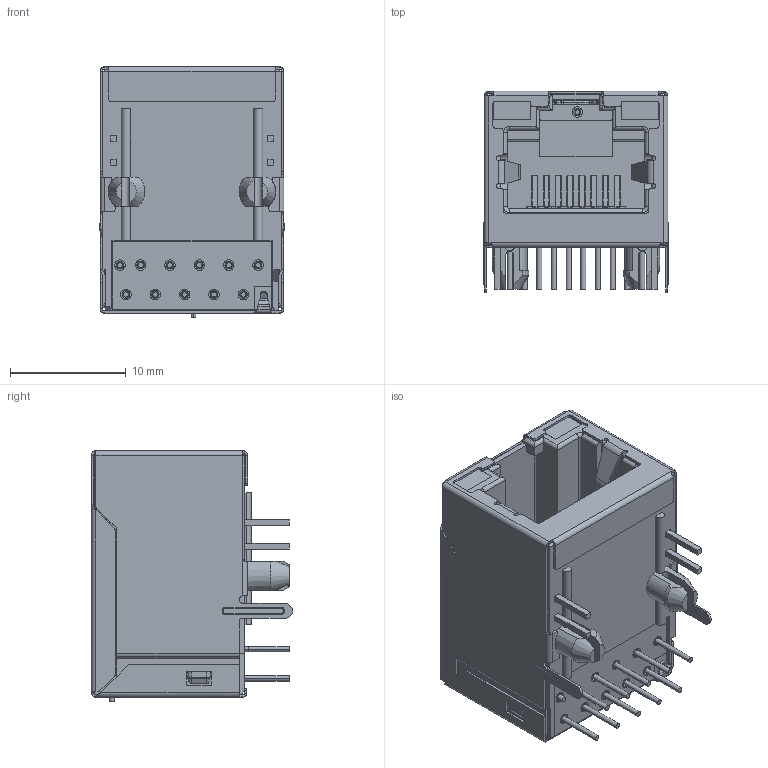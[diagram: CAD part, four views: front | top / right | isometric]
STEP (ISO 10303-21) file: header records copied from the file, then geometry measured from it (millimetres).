
FILE_DESCRIPTION (( 'STEP AP214' ), '1' );
FILE_NAME ('ARJM11D7-104-AB-EW2.STEP', '2022-02-04T12:41:12', ( '' ), ( '' ), 'SwSTEP 2.0', 'SolidWorks 2020', '' );
FILE_SCHEMA (( 'AUTOMOTIVE_DESIGN' ));
Length unit declared in the file: millimetre
Products named in the file (98): CP_4_3^MODULE_CASE_11H_ASM_9_AF0_ASM_ASM_MODULE_11H_ASM_3_ASM_ASM_11H_MODULE_PCBA_ASM_3_ASM_ASM_11H_MODULE_INSERT_ASM_5_ASM_ASM_11H_HOUSING_MODULE_ASM_1_ASM_ASM_11H_ASSEMBLE_BOTTOM_PCB~; MANIFOLD_SOLID_BREP_57896^CP_1_3_ASM_ASM_MODULE_CASE_11H_ASM_9_AF0_ASM_ASM_MODULE_11H_ASM_3_ASM_ASM_11H_MODULE_PCBA_ASM_3_ASM_ASM_11H_MODULE_INSERT_ASM_5_ASM_ASM_11H_HOUSING_MODULE_AS~; RJ_TERMINAL_3_ASM_ASM^RJ_INSERT_ASM_3_ASM_ASM_11H_MODULE_INSERT_ASM_5_ASM_ASM_11H_HOUSING_MODULE_ASM_1_ASM_ASM_11H_ASSEMBLE_BOTTOM_PCB_ASM_2_A_ASM_11H_ASSY_SHIELD_ASM_1_ASM_ASM_002_ASM~; MANIFOLD_SOLID_BREP_60966_AF0^CORE_T_3_AF0_ASM_ASM_COIL_ASM_3_AF0_ASM_ASM_MODULE_11H_ASM_3_ASM_ASM_11H_MODULE_PCBA_ASM_3_ASM_ASM_11H_MODULE_INSERT_ASM_5_ASM_ASM_11H_HOUSING_MODULE_ASM~; MANIFOLD_SOLID_BREP_63732_AF0^CORE_T_3_AF0_ASM_ASM_COIL_ASM_3_AF0_ASM_ASM_MODULE_11H_ASM_3_ASM_ASM_11H_MODULE_PCBA_ASM_3_ASM_ASM_11H_MODULE_INSERT_ASM_5_ASM_ASM_11H_HOUSING_MODULE_ASM~; MANIFOLD_SOLID_BREP_61427_AF0^CORE_T_3_AF0_ASM_ASM_COIL_ASM_3_AF0_ASM_ASM_MODULE_11H_ASM_3_ASM_ASM_11H_MODULE_PCBA_ASM_3_ASM_ASM_11H_MODULE_INSERT_ASM_5_ASM_ASM_11H_HOUSING_MODULE_ASM~; MANIFOLD_SOLID_BREP_57896_AF0^CP_1_3_AF0_ASM_ASM_MODULE_CASE_11H_ASM_9_AF0_ASM_ASM_MODULE_11H_ASM_3_ASM_ASM_11H_MODULE_PCBA_ASM_3_ASM_ASM_11H_MODULE_INSERT_ASM_5_ASM_ASM_11H_HOUSING_MO~; MANIFOLD_SOLID_BREP_64193_AF1^CORE_T_3_AF1_ASM_ASM_COIL_ASM_3_AF1_ASM_ASM_MODULE_11H_ASM_3_ASM_ASM_11H_MODULE_PCBA_ASM_3_ASM_ASM_11H_MODULE_INSERT_ASM_5_ASM_ASM_11H_HOUSING_MODULE_ASM~; MANIFOLD_SOLID_BREP_64654_AF2^CORE_T_3_AF2_ASM_ASM_COIL_ASM_3_AF2_ASM_ASM_MODULE_11H_ASM_3_ASM_ASM_11H_MODULE_PCBA_ASM_3_ASM_ASM_11H_MODULE_INSERT_ASM_5_ASM_ASM_11H_HOUSING_MODULE_ASM_~; MANIFOLD_SOLID_BREP_57406^CP_1_3_ASM_ASM_MODULE_CASE_11H_ASM_9_AF0_ASM_ASM_MODULE_11H_ASM_3_ASM_ASM_11H_MODULE_PCBA_ASM_3_ASM_ASM_11H_MODULE_INSERT_ASM_5_ASM_ASM_11H_HOUSING_MODULE_AS~; MANIFOLD_SOLID_BREP_58677^CP_2_11_ASM_ASM_MODULE_CASE_11H_ASM_9_AF0_ASM_ASM_MODULE_11H_ASM_3_ASM_ASM_11H_MODULE_PCBA_ASM_3_ASM_ASM_11H_MODULE_INSERT_ASM_5_ASM_ASM_11H_HOUSING_MODULE_A~; COIL_ASM_3_AF1_ASM_ASM^MODULE_11H_ASM_3_ASM_ASM_11H_MODULE_PCBA_ASM_3_ASM_ASM_11H_MODULE_INSERT_ASM_5_ASM_ASM_11H_HOUSING_MODULE_ASM_1_ASM_ASM_11H_ASSEMBLE_BOTTOM_PCB_ASM_2_A_ASM_11H_~; C_1206_3^PCBA_ASM_3_ASM_ASM_11H_MODULE_PCBA_ASM_3_ASM_ASM_11H_MODULE_INSERT_ASM_5_ASM_ASM_11H_HOUSING_MODULE_ASM_1_ASM_ASM_11H_ASSEMBLE_BOTTOM_PCB_ASM_2_A_ASM_11H_ASSY_SHIELD_ASM_1_ASM~; MANIFOLD_SOLID_BREP_60505_AF0^CORE_T_3_AF0_ASM_ASM_COIL_ASM_3_AF0_ASM_ASM_MODULE_11H_ASM_3_ASM_ASM_11H_MODULE_PCBA_ASM_3_ASM_ASM_11H_MODULE_INSERT_ASM_5_ASM_ASM_11H_HOUSING_MODULE_ASM~; MANIFOLD_SOLID_BREP_82668^RJ_TERMINAL_3_ASM_ASM_RJ_INSERT_ASM_3_ASM_ASM_11H_MODULE_INSERT_ASM_5_ASM_ASM_11H_HOUSING_MODULE_ASM_1_ASM_ASM_11H_ASSEMBLE_BOTTOM_PCB_ASM_2_A_ASM_11H_ASSY_SH~; CORE_T_3_AF2_ASM_ASM^COIL_ASM_3_AF2_ASM_ASM_MODULE_11H_ASM_3_ASM_ASM_11H_MODULE_PCBA_ASM_3_ASM_ASM_11H_MODULE_INSERT_ASM_5_ASM_ASM_11H_HOUSING_MODULE_ASM_1_ASM_ASM_11H_ASSEMBLE_BOTTOM~; MODULE_11H_ASM_3_ASM_ASM^11H_MODULE_PCBA_ASM_3_ASM_ASM_11H_MODULE_INSERT_ASM_5_ASM_ASM_11H_HOUSING_MODULE_ASM_1_ASM_ASM_11H_ASSEMBLE_BOTTOM_PCB_ASM_2_A_ASM_11H_ASSY_SHIELD_ASM_1_ASM_A~; MANIFOLD_SOLID_BREP_58141^CP_1_3_ASM_ASM_MODULE_CASE_11H_ASM_9_AF0_ASM_ASM_MODULE_11H_ASM_3_ASM_ASM_11H_MODULE_PCBA_ASM_3_ASM_ASM_11H_MODULE_INSERT_ASM_5_ASM_ASM_11H_HOUSING_MODULE_AS~; MANIFOLD_SOLID_BREP_57161^CP_1_3_ASM_ASM_MODULE_CASE_11H_ASM_9_AF0_ASM_ASM_MODULE_11H_ASM_3_ASM_ASM_11H_MODULE_PCBA_ASM_3_ASM_ASM_11H_MODULE_INSERT_ASM_5_ASM_ASM_11H_HOUSING_MODULE_AS~; 11H_ASSEMBLE_BOTTOM_PCB_ASM_2_A_ASM^11H_ASSY_SHIELD_ASM_1_ASM_ASM_002_ASM_ASM_ARJM11D7-AB(10P)_ARJM11D7-104-AB-EW2; MANIFOLD_SOLID_BREP_64193_AF2^CORE_T_3_AF2_ASM_ASM_COIL_ASM_3_AF2_ASM_ASM_MODULE_11H_ASM_3_ASM_ASM_11H_MODULE_PCBA_ASM_3_ASM_ASM_11H_MODULE_INSERT_ASM_5_ASM_ASM_11H_HOUSING_MODULE_ASM_~; MANIFOLD_SOLID_BREP_78896^RJ_TERMINAL_3_ASM_ASM_RJ_INSERT_ASM_3_ASM_ASM_11H_MODULE_INSERT_ASM_5_ASM_ASM_11H_HOUSING_MODULE_ASM_1_ASM_ASM_11H_ASSEMBLE_BOTTOM_PCB_ASM_2_A_ASM_11H_ASSY_SH~; 11H_HOUSING_1^11H_HOUSING_LED_ASM_7_ASM_ASM_11H_HOUSING_LED_COVER_ASM_1_ASM_ASM_11H_HOUSING_MODULE_ASM_1_ASM_ASM_11H_ASSEMBLE_BOTTOM_PCB_ASM_2_A_ASM_11H_ASSY_SHIELD_ASM_1_ASM_ASM_002_~; CP_1_3_AF0_ASM_ASM^MODULE_CASE_11H_ASM_9_AF0_ASM_ASM_MODULE_11H_ASM_3_ASM_ASM_11H_MODULE_PCBA_ASM_3_ASM_ASM_11H_MODULE_INSERT_ASM_5_ASM_ASM_11H_HOUSING_MODULE_ASM_1_ASM_ASM_11H_ASSEMBL~; 11H_MODULE_INSERT_ASM_5_ASM_ASM^11H_HOUSING_MODULE_ASM_1_ASM_ASM_11H_ASSEMBLE_BOTTOM_PCB_ASM_2_A_ASM_11H_ASSY_SHIELD_ASM_1_ASM_ASM_002_ASM_ASM_ARJM11D7-AB(10P)_ARJM11D7-104-AB-EW2; MANIFOLD_SOLID_BREP_65115_AF0^CORE_T_3_AF0_ASM_ASM_COIL_ASM_3_AF0_ASM_ASM_MODULE_11H_ASM_3_ASM_ASM_11H_MODULE_PCBA_ASM_3_ASM_ASM_11H_MODULE_INSERT_ASM_5_ASM_ASM_11H_HOUSING_MODULE_ASM~; MANIFOLD_SOLID_BREP_58922^CP_2_11_ASM_ASM_MODULE_CASE_11H_ASM_9_AF0_ASM_ASM_MODULE_11H_ASM_3_ASM_ASM_11H_MODULE_PCBA_ASM_3_ASM_ASM_11H_MODULE_INSERT_ASM_5_ASM_ASM_11H_HOUSING_MODULE_A~; MANIFOLD_SOLID_BREP_79909^RJ_TERMINAL_3_ASM_ASM_RJ_INSERT_ASM_3_ASM_ASM_11H_MODULE_INSERT_ASM_5_ASM_ASM_11H_HOUSING_MODULE_ASM_1_ASM_ASM_11H_ASSEMBLE_BOTTOM_PCB_ASM_2_A_ASM_11H_ASSY_SH~; MANIFOLD_SOLID_BREP_64654_AF3^CORE_T_3_AF3_ASM_ASM_COIL_ASM_3_AF3_ASM_ASM_MODULE_11H_ASM_3_ASM_ASM_11H_MODULE_PCBA_ASM_3_ASM_ASM_11H_MODULE_INSERT_ASM_5_ASM_ASM_11H_HOUSING_MODULE_ASM~; MANIFOLD_SOLID_BREP_64654_AF1^CORE_T_3_AF1_ASM_ASM_COIL_ASM_3_AF1_ASM_ASM_MODULE_11H_ASM_3_ASM_ASM_11H_MODULE_PCBA_ASM_3_ASM_ASM_11H_MODULE_INSERT_ASM_5_ASM_ASM_11H_HOUSING_MODULE_ASM~; MANIFOLD_SOLID_BREP_80782^RJ_TERMINAL_3_ASM_ASM_RJ_INSERT_ASM_3_ASM_ASM_11H_MODULE_INSERT_ASM_5_ASM_ASM_11H_HOUSING_MODULE_ASM_1_ASM_ASM_11H_ASSEMBLE_BOTTOM_PCB_ASM_2_A_ASM_11H_ASSY_SH~; COIL_ASM_3_AF2_ASM_ASM^MODULE_11H_ASM_3_ASM_ASM_11H_MODULE_PCBA_ASM_3_ASM_ASM_11H_MODULE_INSERT_ASM_5_ASM_ASM_11H_HOUSING_MODULE_ASM_1_ASM_ASM_11H_ASSEMBLE_BOTTOM_PCB_ASM_2_A_ASM_11H_~; 11H_MODULE_PCBA_ASM_3_ASM_ASM^11H_MODULE_INSERT_ASM_5_ASM_ASM_11H_HOUSING_MODULE_ASM_1_ASM_ASM_11H_ASSEMBLE_BOTTOM_PCB_ASM_2_A_ASM_11H_ASSY_SHIELD_ASM_1_ASM_ASM_002_ASM_ASM_ARJM11D7-AB~; MANIFOLD_SOLID_BREP_57161_AF0^CP_1_3_AF0_ASM_ASM_MODULE_CASE_11H_ASM_9_AF0_ASM_ASM_MODULE_11H_ASM_3_ASM_ASM_11H_MODULE_PCBA_ASM_3_ASM_ASM_11H_MODULE_INSERT_ASM_5_ASM_ASM_11H_HOUSING_MO~; MANIFOLD_SOLID_BREP_83681^RJ_TERMINAL_3_ASM_ASM_RJ_INSERT_ASM_3_ASM_ASM_11H_MODULE_INSERT_ASM_5_ASM_ASM_11H_HOUSING_MODULE_ASM_1_ASM_ASM_11H_ASSEMBLE_BOTTOM_PCB_ASM_2_A_ASM_11H_ASSY_SH~; CORE_T_3_AF3_ASM_ASM^COIL_ASM_3_AF3_ASM_ASM_MODULE_11H_ASM_3_ASM_ASM_11H_MODULE_PCBA_ASM_3_ASM_ASM_11H_MODULE_INSERT_ASM_5_ASM_ASM_11H_HOUSING_MODULE_ASM_1_ASM_ASM_11H_ASSEMBLE_BOTTOM_~; MANIFOLD_SOLID_BREP_57651_AF0^CP_1_3_AF0_ASM_ASM_MODULE_CASE_11H_ASM_9_AF0_ASM_ASM_MODULE_11H_ASM_3_ASM_ASM_11H_MODULE_PCBA_ASM_3_ASM_ASM_11H_MODULE_INSERT_ASM_5_ASM_ASM_11H_HOUSING_MO~; 11H_SHIELD_WLED_WOEMI_WG_8_ASM_ASM^11H_ASSY_SHIELD_ASM_1_ASM_ASM_002_ASM_ASM_ARJM11D7-AB(10P)_ARJM11D7-104-AB-EW2; MANIFOLD_SOLID_BREP_59167^CP_2_11_ASM_ASM_MODULE_CASE_11H_ASM_9_AF0_ASM_ASM_MODULE_11H_ASM_3_ASM_ASM_11H_MODULE_PCBA_ASM_3_ASM_ASM_11H_MODULE_INSERT_ASM_5_ASM_ASM_11H_HOUSING_MODULE_A~; CORE_K_3_AF0_ASM_ASM^COIL_ASM_3_AF0_ASM_ASM_MODULE_11H_ASM_3_ASM_ASM_11H_MODULE_PCBA_ASM_3_ASM_ASM_11H_MODULE_INSERT_ASM_5_ASM_ASM_11H_HOUSING_MODULE_ASM_1_ASM_ASM_11H_ASSEMBLE_BOTTOM~ ...
Assembly tree (102 placements, depth 12):
  ARJM11D7-104-AB-EW2
    ARJM11D7-AB(10P)^ARJM11D7-104-AB-EW2
      002_ASM_ASM^ARJM11D7-AB(10P)_ARJM11D7-104-AB-EW2
        11H_ASSY_SHIELD_ASM_1_ASM_ASM^002_ASM_ASM_ARJM11D7-AB(10P)_ARJM11D7-104-AB-EW2
          11H_ASSEMBLE_BOTTOM_PCB_ASM_2_A_ASM^11H_ASSY_SHIELD_ASM_1_ASM_ASM_002_ASM_ASM_ARJM11D7-AB(10P)_ARJM11D7-104-AB-EW2
            11H_HOUSING_MODULE_ASM_1_ASM_ASM^11H_ASSEMBLE_BOTTOM_PCB_ASM_2_A_ASM_11H_ASSY_SHIELD_ASM_1_ASM_ASM_002_ASM_ASM_ARJM11D7-AB(10P)_ARJM11D7-104-AB-EW2
              11H_HOUSING_LED_COVER_ASM_1_ASM_ASM^11H_HOUSING_MODULE_ASM_1_ASM_ASM_11H_ASSEMBLE_BOTTOM_PCB_ASM_2_A_ASM_11H_ASSY_SHIELD_ASM_1_ASM_ASM_002_ASM_ASM_ARJM11D7-AB(10P)_ARJM11D7-104-AB-EW2
                11H_HOUSING_LED_ASM_7_ASM_ASM^11H_HOUSING_LED_COVER_ASM_1_ASM_ASM_11H_HOUSING_MODULE_ASM_1_ASM_ASM_11H_ASSEMBLE_BOTTOM_PCB_ASM_2_A_ASM_11H_ASSY_SHIELD_ASM_1_ASM_ASM_002_ASM_ASM_ARJM11~
                  11H_HOUSING_1^11H_HOUSING_LED_ASM_7_ASM_ASM_11H_HOUSING_LED_COVER_ASM_1_ASM_ASM_11H_HOUSING_MODULE_ASM_1_ASM_ASM_11H_ASSEMBLE_BOTTOM_PCB_ASM_2_A_ASM_11H_ASSY_SHIELD_ASM_1_ASM_ASM_002_~
                  11H_LED_LEFT_2^11H_HOUSING_LED_ASM_7_ASM_ASM_11H_HOUSING_LED_COVER_ASM_1_ASM_ASM_11H_HOUSING_MODULE_ASM_1_ASM_ASM_11H_ASSEMBLE_BOTTOM_PCB_ASM_2_A_ASM_11H_ASSY_SHIELD_ASM_1_ASM_ASM_002~
                  11H_LED_RIGHT_3^11H_HOUSING_LED_ASM_7_ASM_ASM_11H_HOUSING_LED_COVER_ASM_1_ASM_ASM_11H_HOUSING_MODULE_ASM_1_ASM_ASM_11H_ASSEMBLE_BOTTOM_PCB_ASM_2_A_ASM_11H_ASSY_SHIELD_ASM_1_ASM_ASM_00~
              11H_MODULE_INSERT_ASM_5_ASM_ASM^11H_HOUSING_MODULE_ASM_1_ASM_ASM_11H_ASSEMBLE_BOTTOM_PCB_ASM_2_A_ASM_11H_ASSY_SHIELD_ASM_1_ASM_ASM_002_ASM_ASM_ARJM11D7-AB(10P)_ARJM11D7-104-AB-EW2
                11H_MODULE_PCBA_ASM_3_ASM_ASM^11H_MODULE_INSERT_ASM_5_ASM_ASM_11H_HOUSING_MODULE_ASM_1_ASM_ASM_11H_ASSEMBLE_BOTTOM_PCB_ASM_2_A_ASM_11H_ASSY_SHIELD_ASM_1_ASM_ASM_002_ASM_ASM_ARJM11D7-AB~
                  PCBA_ASM_3_ASM_ASM^11H_MODULE_PCBA_ASM_3_ASM_ASM_11H_MODULE_INSERT_ASM_5_ASM_ASM_11H_HOUSING_MODULE_ASM_1_ASM_ASM_11H_ASSEMBLE_BOTTOM_PCB_ASM_2_A_ASM_11H_ASSY_SHIELD_ASM_1_ASM_ASM_002~
                  MODULE_11H_ASM_3_ASM_ASM^11H_MODULE_PCBA_ASM_3_ASM_ASM_11H_MODULE_INSERT_ASM_5_ASM_ASM_11H_HOUSING_MODULE_ASM_1_ASM_ASM_11H_ASSEMBLE_BOTTOM_PCB_ASM_2_A_ASM_11H_ASSY_SHIELD_ASM_1_ASM_A~
                RJ_INSERT_ASM_3_ASM_ASM^11H_MODULE_INSERT_ASM_5_ASM_ASM_11H_HOUSING_MODULE_ASM_1_ASM_ASM_11H_ASSEMBLE_BOTTOM_PCB_ASM_2_A_ASM_11H_ASSY_SHIELD_ASM_1_ASM_ASM_002_ASM_ASM_ARJM11D7-AB(10P)_~
                  RJ_TERMINAL_3_ASM_ASM^RJ_INSERT_ASM_3_ASM_ASM_11H_MODULE_INSERT_ASM_5_ASM_ASM_11H_HOUSING_MODULE_ASM_1_ASM_ASM_11H_ASSEMBLE_BOTTOM_PCB_ASM_2_A_ASM_11H_ASSY_SHIELD_ASM_1_ASM_ASM_002_ASM~
                  RJ_INSERT_BASE_3^RJ_INSERT_ASM_3_ASM_ASM_11H_MODULE_INSERT_ASM_5_ASM_ASM_11H_HOUSING_MODULE_ASM_1_ASM_ASM_11H_ASSEMBLE_BOTTOM_PCB_ASM_2_A_ASM_11H_ASSY_SHIELD_ASM_1_ASM_ASM_002_ASM_ASM_~
                BOTTOM_PCBA_ASM_4_ASM_ASM^11H_MODULE_INSERT_ASM_5_ASM_ASM_11H_HOUSING_MODULE_ASM_1_ASM_ASM_11H_ASSEMBLE_BOTTOM_PCB_ASM_2_A_ASM_11H_ASSY_SHIELD_ASM_1_ASM_ASM_002_ASM_ASM_ARJM11D7-AB(10P~
                  BOTTOM_PCB_WOGAP_1000BASE_13^BOTTOM_PCBA_ASM_4_ASM_ASM_11H_MODULE_INSERT_ASM_5_ASM_ASM_11H_HOUSING_MODULE_ASM_1_ASM_ASM_11H_ASSEMBLE_BOTTOM_PCB_ASM_2_A_ASM_11H_ASSY_SHIELD_ASM_1_ASM_A~
          11H_SHIELD_WLED_WOEMI_WG_8_ASM_ASM^11H_ASSY_SHIELD_ASM_1_ASM_ASM_002_ASM_ASM_ARJM11D7-AB(10P)_ARJM11D7-104-AB-EW2
            MANIFOLD_SOLID_BREP_103969^11H_SHIELD_WLED_WOEMI_WG_8_ASM_ASM_11H_ASSY_SHIELD_ASM_1_ASM_ASM_002_ASM_ASM_ARJM11D7-AB(10P)_ARJM11D7-104-AB-EW2
Bounding box: 15.98 x 17.4 x 21.65 mm (x, y, z)
Volume: 2121.8 mm3; surface area: 7995.8 mm2
Topology: 73 solids, 73 shells, 3478 faces, 8455 edges, 5147 vertices
Faces by surface type: plane 1715, cylinder 1222, torus 258, bspline 123, sphere 94, cone 66
Entity records: 111383 total; most frequent: CARTESIAN_POINT 27640, DIRECTION 16914, ORIENTED_EDGE 16586, EDGE_CURVE 8293, AXIS2_PLACEMENT_3D 5934, VERTEX_POINT 5085, VECTOR 5046, LINE 5046
